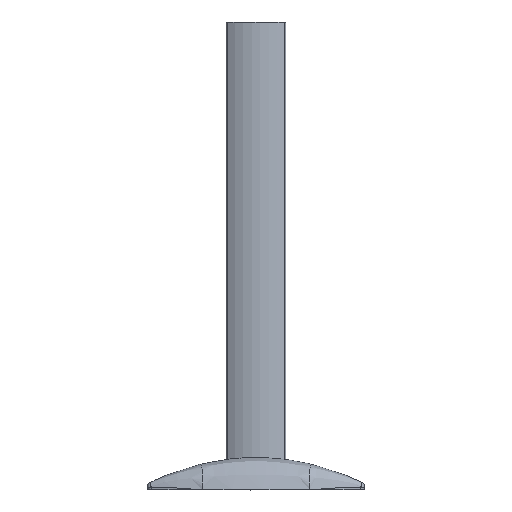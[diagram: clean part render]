
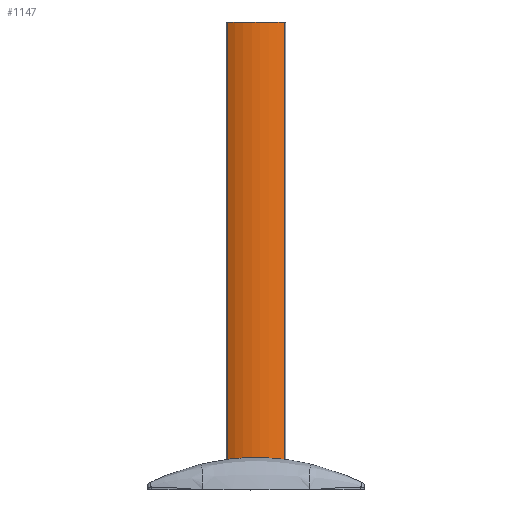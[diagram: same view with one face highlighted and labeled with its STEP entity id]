
A CAD part, top view. The second image highlights one B-rep face of the part: STEP entity #1147.
In plain terms, the highlighted cylindrical face has radius 94.2 mm (diameter 188.4 mm), a partial arc.
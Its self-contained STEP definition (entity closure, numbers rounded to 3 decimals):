
#1147=ADVANCED_FACE('',(#2353),#2354,.T.);
#2353=FACE_OUTER_BOUND('',#8604,.T.);
#2354=CYLINDRICAL_SURFACE('',#8605,94.2);
#8604=EDGE_LOOP('',(#11558,#11559,#11560,#11561));
#8605=AXIS2_PLACEMENT_3D('',#11562,#11563,#11564);
#11558=ORIENTED_EDGE('',*,*,#13163,.T.);
#11559=ORIENTED_EDGE('',*,*,#13199,.T.);
#11560=ORIENTED_EDGE('',*,*,#13201,.F.);
#11561=ORIENTED_EDGE('',*,*,#13202,.F.);
#11562=CARTESIAN_POINT('',(0.0,48.0,-59.2));
#11563=DIRECTION('',(0.0,-1.0,0.0));
#11564=DIRECTION('',(-1.0,0.0,0.0));
#13163=EDGE_CURVE('',#15086,#15084,#15087,.T.);
#13199=EDGE_CURVE('',#15084,#15142,#15144,.T.);
#13201=EDGE_CURVE('',#15146,#15142,#15147,.T.);
#13202=EDGE_CURVE('',#15086,#15146,#15148,.T.);
#15084=VERTEX_POINT('',#22140);
#15086=VERTEX_POINT('',#22142);
#15087=CIRCLE('',#22143,94.2);
#15142=VERTEX_POINT('',#22208);
#15144=LINE('',#22210,#22211);
#15146=VERTEX_POINT('',#22213);
#15147=CIRCLE('',#22214,94.2);
#15148=LINE('',#22215,#22216);
#22140=CARTESIAN_POINT('',(48.578,48.0,21.508));
#22142=CARTESIAN_POINT('',(-48.578,48.0,21.508));
#22143=AXIS2_PLACEMENT_3D('',#23638,#23639,#23640);
#22208=CARTESIAN_POINT('',(48.578,798.0,21.508));
#22210=CARTESIAN_POINT('',(48.578,48.0,21.508));
#22211=VECTOR('',#23720,750.0);
#22213=CARTESIAN_POINT('',(-48.578,798.0,21.508));
#22214=AXIS2_PLACEMENT_3D('',#23721,#23722,#23723);
#22215=CARTESIAN_POINT('',(-48.578,48.0,21.508));
#22216=VECTOR('',#23724,750.0);
#23638=CARTESIAN_POINT('',(0.0,48.0,-59.2));
#23639=DIRECTION('',(0.0,1.0,0.0));
#23640=DIRECTION('',(-0.516,0.0,0.857));
#23720=DIRECTION('',(0.0,1.0,0.0));
#23721=CARTESIAN_POINT('',(0.0,798.0,-59.2));
#23722=DIRECTION('',(0.0,1.0,0.0));
#23723=DIRECTION('',(-0.516,0.0,0.857));
#23724=DIRECTION('',(0.0,1.0,0.0));
